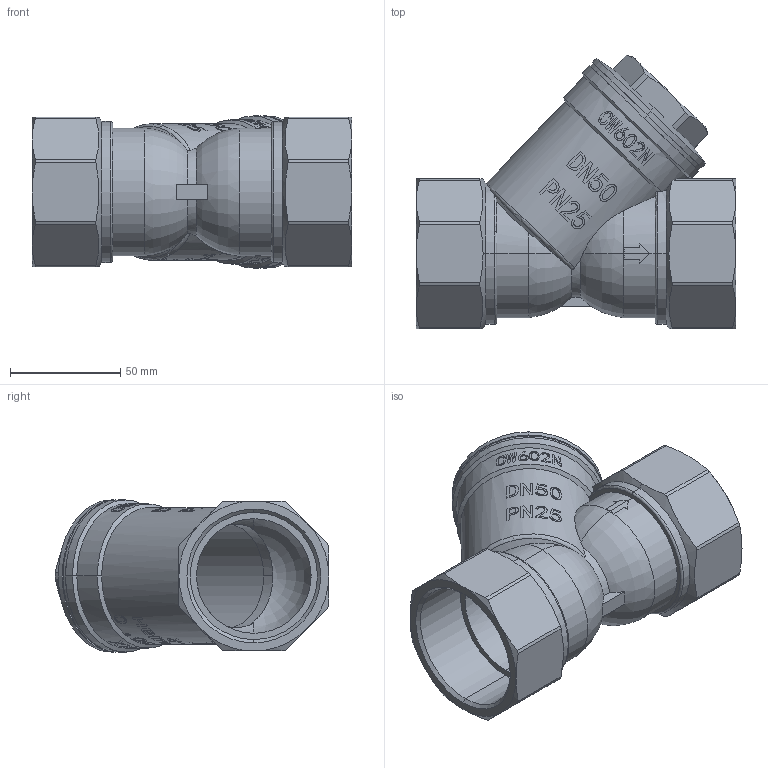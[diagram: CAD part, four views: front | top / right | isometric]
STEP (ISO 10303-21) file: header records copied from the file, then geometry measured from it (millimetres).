
FILE_DESCRIPTION (( 'STEP AP214' ), '1' );
FILE_NAME ('徹薦概2.0.STEP', '2023-03-07T05:55:59', ( '' ), ( '' ), 'SwSTEP 2.0', 'SolidWorks 2016', '' );
FILE_SCHEMA (( 'AUTOMOTIVE_DESIGN' ));
Length unit declared in the file: millimetre
Products named in the file (5): w厙; 1.25徹薦概极; 徹薦概2.0; 黑簽; 菜え
Assembly tree (4 placements, depth 2):
  徹薦概2.0
    1.25徹薦概极
    w厙
    菜え
    黑簽
Bounding box: 145 x 124.08 x 69 mm (x, y, z)
Volume: 196510.5 mm3; surface area: 112858.5 mm2
Topology: 4 solids, 4 shells, 746 faces, 1932 edges, 1263 vertices
Faces by surface type: bspline 478, cylinder 142, cone 56, plane 51, torus 19
Entity records: 68209 total; most frequent: CARTESIAN_POINT 54042, ORIENTED_EDGE 3864, EDGE_CURVE 1932, B_SPLINE_CURVE_WITH_KNOTS 1565, VERTEX_POINT 1263, DIRECTION 1130, EDGE_LOOP 823, FACE_OUTER_BOUND 746
